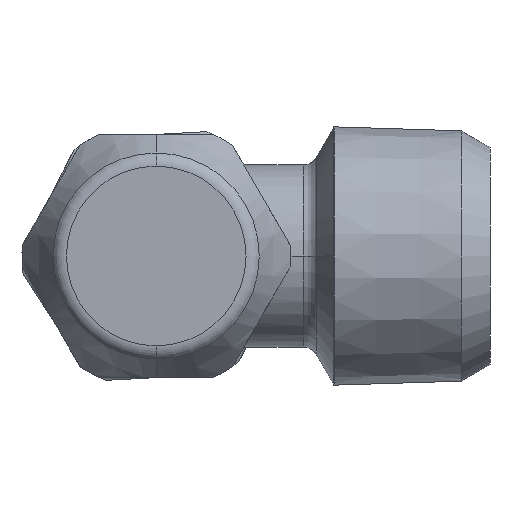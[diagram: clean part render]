
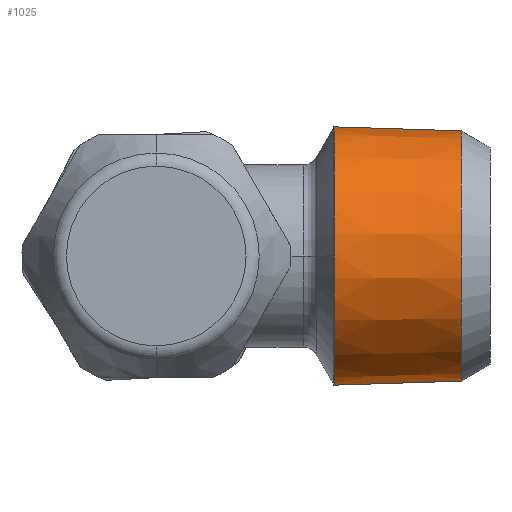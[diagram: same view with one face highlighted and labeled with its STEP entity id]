
A CAD part, left-side view. The second image highlights one B-rep face of the part: STEP entity #1025.
In plain terms, the highlighted conical face has half-angle 1.788 degrees and reference radius 8.581 mm.
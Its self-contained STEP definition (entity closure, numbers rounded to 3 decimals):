
#302 = ORIENTED_EDGE ( 'NONE', *, *, #1567, .F. ) ;
#303 = ORIENTED_EDGE ( 'NONE', *, *, #3681, .F. ) ;
#304 = ORIENTED_EDGE ( 'NONE', *, *, #1570, .T. ) ;
#305 = ORIENTED_EDGE ( 'NONE', *, *, #3522, .T. ) ;
#306 = ORIENTED_EDGE ( 'NONE', *, *, #3590, .T. ) ;
#807 = DIRECTION ( 'NONE',  ( 0., 0., 1. ) ) ;
#808 = CARTESIAN_POINT ( 'NONE',  ( 0., -9.5, 0. ) ) ;
#809 = DIRECTION ( 'NONE',  ( 0., 1., 0. ) ) ;
#1025 = ADVANCED_FACE ( 'NONE', ( #1725 ), #1732, .T. ) ;
#1131 = EDGE_LOOP ( 'NONE', ( #302, #303, #304, #305, #306 ) ) ;
#1567 = EDGE_CURVE ( 'NONE', #2704, #2714, #1875, .T. ) ;
#1570 = EDGE_CURVE ( 'NONE', #2687, #2716, #1880, .T. ) ;
#1725 = FACE_OUTER_BOUND ( 'NONE', #1131, .T. ) ;
#1732 = CONICAL_SURFACE ( 'NONE', #3382, 8.581, 0.031 ) ;
#1875 = LINE ( 'NONE', #2220, #1878 ) ;
#1878 = VECTOR ( 'NONE', #2218, 1000. ) ;
#1880 = LINE ( 'NONE', #2224, #1882 ) ;
#1882 = VECTOR ( 'NONE', #2225, 1000. ) ;
#1947 = CIRCLE ( 'NONE', #3502, 8.511 ) ;
#2007 = CIRCLE ( 'NONE', #3253, 8.511 ) ;
#2102 = CIRCLE ( 'NONE', #3288, 8.25 ) ;
#2218 = DIRECTION ( 'NONE',  ( 0., 1., -0.031 ) ) ;
#2220 = CARTESIAN_POINT ( 'NONE',  ( 0., -9.5, -8.581 ) ) ;
#2224 = CARTESIAN_POINT ( 'NONE',  ( 0., -9.5, 8.581 ) ) ;
#2225 = DIRECTION ( 'NONE',  ( 0., 1., 0.031 ) ) ;
#2368 = CARTESIAN_POINT ( 'NONE',  ( 0., -20.095, 8.25 ) ) ;
#2387 = CARTESIAN_POINT ( 'NONE',  ( 0., -20.095, -8.25 ) ) ;
#2397 = CARTESIAN_POINT ( 'NONE',  ( 0., -11.718, -8.511 ) ) ;
#2687 = VERTEX_POINT ( 'NONE', #2368 ) ;
#2704 = VERTEX_POINT ( 'NONE', #2387 ) ;
#2714 = VERTEX_POINT ( 'NONE', #2397 ) ;
#2716 = VERTEX_POINT ( 'NONE', #2750 ) ;
#2740 = VERTEX_POINT ( 'NONE', #2774 ) ;
#2750 = CARTESIAN_POINT ( 'NONE',  ( 0., -11.718, 8.511 ) ) ;
#2774 = CARTESIAN_POINT ( 'NONE',  ( -8.511, -11.718, 0. ) ) ;
#2858 = CARTESIAN_POINT ( 'NONE',  ( 0., -11.718, 0. ) ) ;
#2859 = DIRECTION ( 'NONE',  ( 0., -1., 0. ) ) ;
#2860 = DIRECTION ( 'NONE',  ( 0., 0., -1. ) ) ;
#3117 = CARTESIAN_POINT ( 'NONE',  ( 0., -11.718, 0. ) ) ;
#3118 = DIRECTION ( 'NONE',  ( 0., -1., 0. ) ) ;
#3119 = DIRECTION ( 'NONE',  ( 0., 0., -1. ) ) ;
#3253 = AXIS2_PLACEMENT_3D ( 'NONE', #3117, #3118, #3119 ) ;
#3288 = AXIS2_PLACEMENT_3D ( 'NONE', #3979, #3980, #3981 ) ;
#3382 = AXIS2_PLACEMENT_3D ( 'NONE', #808, #809, #807 ) ;
#3502 = AXIS2_PLACEMENT_3D ( 'NONE', #2858, #2859, #2860 ) ;
#3522 = EDGE_CURVE ( 'NONE', #2716, #2740, #1947, .T. ) ;
#3590 = EDGE_CURVE ( 'NONE', #2740, #2714, #2007, .T. ) ;
#3681 = EDGE_CURVE ( 'NONE', #2687, #2704, #2102, .T. ) ;
#3979 = CARTESIAN_POINT ( 'NONE',  ( 0., -20.095, 0. ) ) ;
#3980 = DIRECTION ( 'NONE',  ( 0., -1., 0. ) ) ;
#3981 = DIRECTION ( 'NONE',  ( 0., 0., -1. ) ) ;
